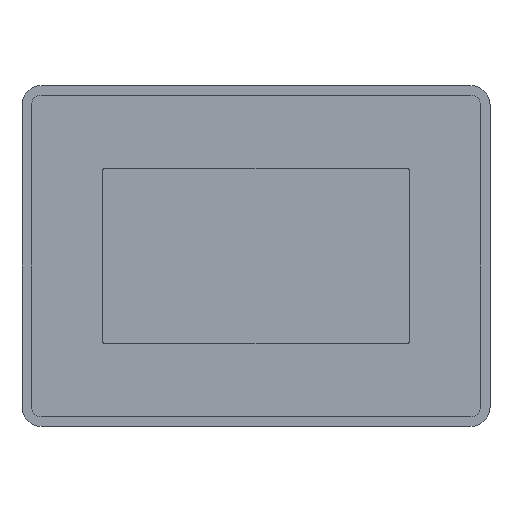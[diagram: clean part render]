
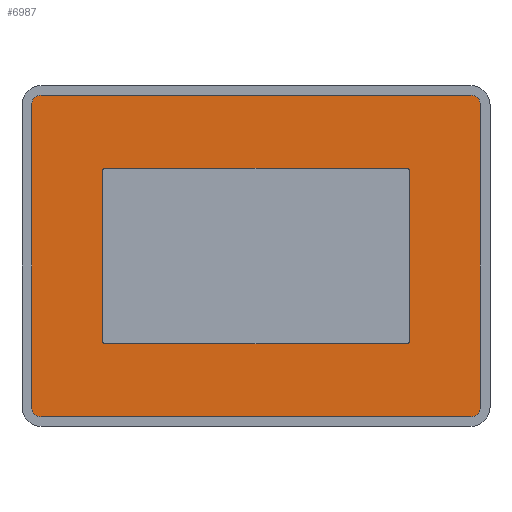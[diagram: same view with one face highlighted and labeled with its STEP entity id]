
A CAD part, top view. The second image highlights one B-rep face of the part: STEP entity #6987.
In plain terms, the highlighted planar face has unit normal (0, 0, 1).
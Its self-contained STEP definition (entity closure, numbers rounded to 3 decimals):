
#214=CIRCLE('',#7491,3.);
#215=CIRCLE('',#7494,3.);
#216=CIRCLE('',#7497,3.);
#217=CIRCLE('',#7500,3.);
#218=CIRCLE('',#7503,1.);
#219=CIRCLE('',#7504,1.);
#220=CIRCLE('',#7505,1.);
#221=CIRCLE('',#7506,1.);
#794=ORIENTED_EDGE('',*,*,#2700,.F.);
#795=ORIENTED_EDGE('',*,*,#2701,.F.);
#796=ORIENTED_EDGE('',*,*,#2702,.F.);
#797=ORIENTED_EDGE('',*,*,#2703,.F.);
#798=ORIENTED_EDGE('',*,*,#2704,.F.);
#799=ORIENTED_EDGE('',*,*,#2705,.F.);
#800=ORIENTED_EDGE('',*,*,#2706,.F.);
#801=ORIENTED_EDGE('',*,*,#2707,.F.);
#802=ORIENTED_EDGE('',*,*,#2685,.T.);
#803=ORIENTED_EDGE('',*,*,#2688,.T.);
#804=ORIENTED_EDGE('',*,*,#2690,.T.);
#805=ORIENTED_EDGE('',*,*,#2692,.T.);
#806=ORIENTED_EDGE('',*,*,#2694,.T.);
#807=ORIENTED_EDGE('',*,*,#2696,.T.);
#808=ORIENTED_EDGE('',*,*,#2698,.T.);
#809=ORIENTED_EDGE('',*,*,#2699,.T.);
#2685=EDGE_CURVE('',#3661,#3660,#214,.T.);
#2688=EDGE_CURVE('',#3660,#3662,#4290,.T.);
#2690=EDGE_CURVE('',#3662,#3663,#215,.T.);
#2692=EDGE_CURVE('',#3663,#3664,#4293,.T.);
#2694=EDGE_CURVE('',#3664,#3665,#216,.T.);
#2696=EDGE_CURVE('',#3665,#3666,#4296,.T.);
#2698=EDGE_CURVE('',#3666,#3667,#217,.T.);
#2699=EDGE_CURVE('',#3667,#3661,#4298,.T.);
#2700=EDGE_CURVE('',#3668,#3669,#218,.T.);
#2701=EDGE_CURVE('',#3670,#3668,#4299,.T.);
#2702=EDGE_CURVE('',#3671,#3670,#219,.T.);
#2703=EDGE_CURVE('',#3672,#3671,#4300,.T.);
#2704=EDGE_CURVE('',#3673,#3672,#220,.T.);
#2705=EDGE_CURVE('',#3674,#3673,#4301,.T.);
#2706=EDGE_CURVE('',#3675,#3674,#221,.T.);
#2707=EDGE_CURVE('',#3669,#3675,#4302,.T.);
#3660=VERTEX_POINT('',#10679);
#3661=VERTEX_POINT('',#10681);
#3662=VERTEX_POINT('',#10685);
#3663=VERTEX_POINT('',#10689);
#3664=VERTEX_POINT('',#10693);
#3665=VERTEX_POINT('',#10697);
#3666=VERTEX_POINT('',#10701);
#3667=VERTEX_POINT('',#10705);
#3668=VERTEX_POINT('',#10711);
#3669=VERTEX_POINT('',#10712);
#3670=VERTEX_POINT('',#10714);
#3671=VERTEX_POINT('',#10716);
#3672=VERTEX_POINT('',#10718);
#3673=VERTEX_POINT('',#10720);
#3674=VERTEX_POINT('',#10722);
#3675=VERTEX_POINT('',#10724);
#4290=LINE('',#10686,#5110);
#4293=LINE('',#10694,#5113);
#4296=LINE('',#10702,#5116);
#4298=LINE('',#10708,#5118);
#4299=LINE('',#10713,#5119);
#4300=LINE('',#10717,#5120);
#4301=LINE('',#10721,#5121);
#4302=LINE('',#10725,#5122);
#5110=VECTOR('',#8489,1000.);
#5113=VECTOR('',#8498,1000.);
#5116=VECTOR('',#8507,1000.);
#5118=VECTOR('',#8515,1000.);
#5119=VECTOR('',#8520,1000.);
#5120=VECTOR('',#8523,1000.);
#5121=VECTOR('',#8526,1000.);
#5122=VECTOR('',#8529,1000.);
#5746=EDGE_LOOP('',(#794,#795,#796,#797,#798,#799,#800,#801));
#5747=EDGE_LOOP('',(#802,#803,#804,#805,#806,#807,#808,#809));
#6228=FACE_BOUND('',#5746,.T.);
#6229=FACE_BOUND('',#5747,.T.);
#6661=PLANE('',#7502);
#6987=ADVANCED_FACE('',(#6228,#6229),#6661,.T.);
#7491=AXIS2_PLACEMENT_3D('',#10680,#8483,#8484);
#7494=AXIS2_PLACEMENT_3D('',#10690,#8493,#8494);
#7497=AXIS2_PLACEMENT_3D('',#10698,#8502,#8503);
#7500=AXIS2_PLACEMENT_3D('',#10706,#8511,#8512);
#7502=AXIS2_PLACEMENT_3D('',#10709,#8516,#8517);
#7503=AXIS2_PLACEMENT_3D('',#10710,#8518,#8519);
#7504=AXIS2_PLACEMENT_3D('',#10715,#8521,#8522);
#7505=AXIS2_PLACEMENT_3D('',#10719,#8524,#8525);
#7506=AXIS2_PLACEMENT_3D('',#10723,#8527,#8528);
#8483=DIRECTION('',(0.,0.,1.));
#8484=DIRECTION('',(1.,0.,0.));
#8489=DIRECTION('',(0.,-1.,0.));
#8493=DIRECTION('',(0.,0.,1.));
#8494=DIRECTION('',(1.,0.,0.));
#8498=DIRECTION('',(1.,0.,0.));
#8502=DIRECTION('',(0.,0.,1.));
#8503=DIRECTION('',(1.,0.,0.));
#8507=DIRECTION('',(0.,1.,0.));
#8511=DIRECTION('',(0.,0.,1.));
#8512=DIRECTION('',(1.,0.,0.));
#8515=DIRECTION('',(-1.,0.,0.));
#8516=DIRECTION('',(0.,0.,1.));
#8517=DIRECTION('',(1.,0.,0.));
#8518=DIRECTION('',(0.,0.,1.));
#8519=DIRECTION('',(1.,0.,0.));
#8520=DIRECTION('',(-1.,0.,0.));
#8521=DIRECTION('',(0.,0.,1.));
#8522=DIRECTION('',(1.,0.,0.));
#8523=DIRECTION('',(0.,1.,0.));
#8524=DIRECTION('',(0.,0.,1.));
#8525=DIRECTION('',(1.,0.,0.));
#8526=DIRECTION('',(1.,0.,0.));
#8527=DIRECTION('',(0.,0.,1.));
#8528=DIRECTION('',(1.,0.,0.));
#8529=DIRECTION('',(0.,-1.,0.));
#10679=CARTESIAN_POINT('',(-70.5,47.5,-0.05));
#10680=CARTESIAN_POINT('',(-67.5,47.5,-0.05));
#10681=CARTESIAN_POINT('',(-67.5,50.5,-0.05));
#10685=CARTESIAN_POINT('',(-70.5,-47.5,-0.05));
#10686=CARTESIAN_POINT('',(-70.5,47.5,-0.05));
#10689=CARTESIAN_POINT('',(-67.5,-50.5,-0.05));
#10690=CARTESIAN_POINT('',(-67.5,-47.5,-0.05));
#10693=CARTESIAN_POINT('',(67.5,-50.5,-0.05));
#10694=CARTESIAN_POINT('',(-67.5,-50.5,-0.05));
#10697=CARTESIAN_POINT('',(70.5,-47.5,-0.05));
#10698=CARTESIAN_POINT('',(67.5,-47.5,-0.05));
#10701=CARTESIAN_POINT('',(70.5,47.5,-0.05));
#10702=CARTESIAN_POINT('',(70.5,-47.5,-0.05));
#10705=CARTESIAN_POINT('',(67.5,50.5,-0.05));
#10706=CARTESIAN_POINT('',(67.5,47.5,-0.05));
#10708=CARTESIAN_POINT('',(67.5,50.5,-0.05));
#10709=CARTESIAN_POINT('',(-67.5,47.5,-0.05));
#10710=CARTESIAN_POINT('',(-47.22,26.63,-0.05));
#10711=CARTESIAN_POINT('',(-47.22,27.63,-0.05));
#10712=CARTESIAN_POINT('',(-48.22,26.63,-0.05));
#10713=CARTESIAN_POINT('',(-67.5,27.63,-0.05));
#10714=CARTESIAN_POINT('',(47.22,27.63,-0.05));
#10715=CARTESIAN_POINT('',(47.22,26.63,-0.05));
#10716=CARTESIAN_POINT('',(48.22,26.63,-0.05));
#10717=CARTESIAN_POINT('',(48.22,47.5,-0.05));
#10718=CARTESIAN_POINT('',(48.22,-26.63,-0.05));
#10719=CARTESIAN_POINT('',(47.22,-26.63,-0.05));
#10720=CARTESIAN_POINT('',(47.22,-27.63,-0.05));
#10721=CARTESIAN_POINT('',(-67.5,-27.63,-0.05));
#10722=CARTESIAN_POINT('',(-47.22,-27.63,-0.05));
#10723=CARTESIAN_POINT('',(-47.22,-26.63,-0.05));
#10724=CARTESIAN_POINT('',(-48.22,-26.63,-0.05));
#10725=CARTESIAN_POINT('',(-48.22,47.5,-0.05));
